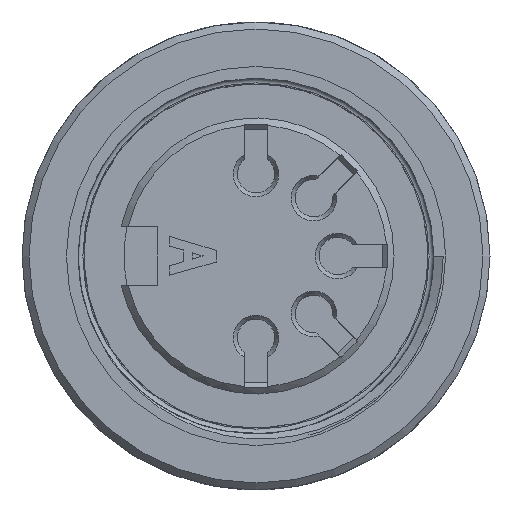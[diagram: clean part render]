
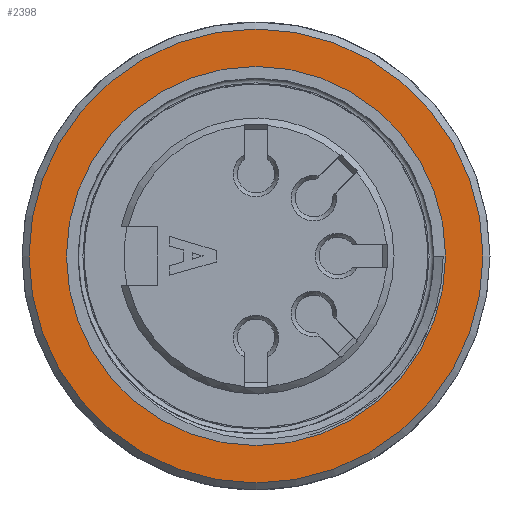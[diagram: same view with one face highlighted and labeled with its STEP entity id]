
A CAD part, front view. The second image highlights one B-rep face of the part: STEP entity #2398.
In plain terms, the highlighted planar face has unit normal (0, -1, 0).
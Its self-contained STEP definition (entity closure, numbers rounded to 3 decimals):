
#1883=FACE_BOUND('',#3405,.T.);
#1884=FACE_BOUND('',#3406,.T.);
#2198=CIRCLE('',#9583,9.7);
#2199=CIRCLE('',#9585,8.1);
#2398=ADVANCED_FACE('',(#1883,#1884),#2804,.F.);
#2804=PLANE('',#9586);
#3405=EDGE_LOOP('',(#4248));
#3406=EDGE_LOOP('',(#4249));
#4248=ORIENTED_EDGE('',*,*,#7299,.F.);
#4249=ORIENTED_EDGE('',*,*,#7298,.T.);
#6413=VERTEX_POINT('',#12489);
#6414=VERTEX_POINT('',#12492);
#7298=EDGE_CURVE('',#6413,#6413,#2198,.T.);
#7299=EDGE_CURVE('',#6414,#6414,#2199,.T.);
#9583=AXIS2_PLACEMENT_3D('',#12488,#10401,#10402);
#9585=AXIS2_PLACEMENT_3D('',#12491,#10405,#10406);
#9586=AXIS2_PLACEMENT_3D('',#12493,#10407,#10408);
#10401=DIRECTION('',(0.,-1.,0.));
#10402=DIRECTION('',(1.,0.,0.));
#10405=DIRECTION('',(0.,-1.,0.));
#10406=DIRECTION('',(1.,0.,0.));
#10407=DIRECTION('',(0.,1.,0.));
#10408=DIRECTION('',(-1.,0.,0.));
#12488=CARTESIAN_POINT('',(0.596,-24.756,0.));
#12489=CARTESIAN_POINT('',(10.296,-24.756,0.));
#12491=CARTESIAN_POINT('',(0.596,-24.756,0.));
#12492=CARTESIAN_POINT('',(8.696,-24.756,0.));
#12493=CARTESIAN_POINT('',(10.296,-24.756,0.));
